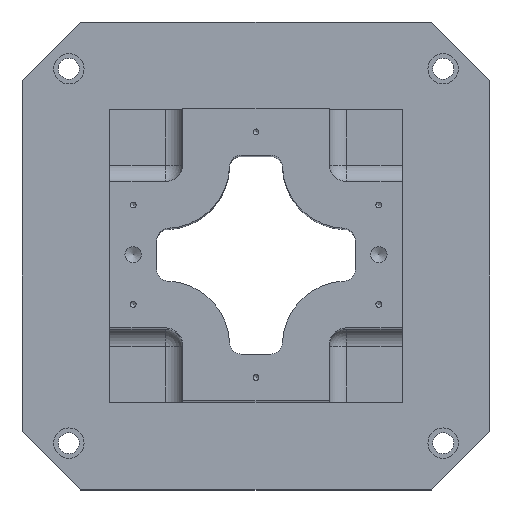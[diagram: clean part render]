
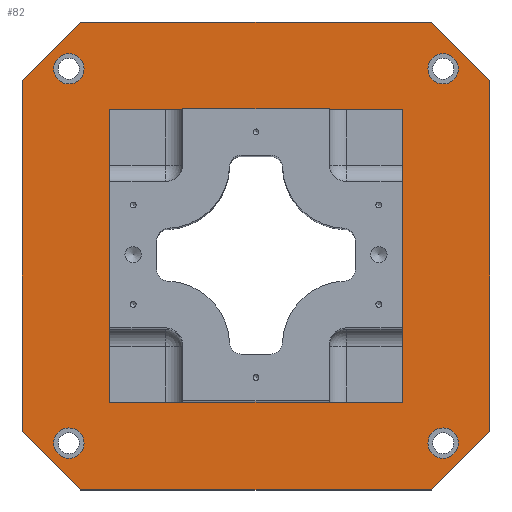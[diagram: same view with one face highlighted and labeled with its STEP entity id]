
A CAD part, top view. The second image highlights one B-rep face of the part: STEP entity #82.
In plain terms, the highlighted planar face has unit normal (0, 0, 1).
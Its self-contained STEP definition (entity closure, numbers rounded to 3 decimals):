
#82 = ADVANCED_FACE( '', ( #200, #201, #202, #203, #204, #205 ), #206, .F. );
#200 = FACE_BOUND( '', #442, .T. );
#201 = FACE_BOUND( '', #443, .T. );
#202 = FACE_BOUND( '', #444, .T. );
#203 = FACE_BOUND( '', #445, .T. );
#204 = FACE_OUTER_BOUND( '', #446, .T. );
#205 = FACE_BOUND( '', #447, .T. );
#206 = PLANE( '', #448 );
#442 = EDGE_LOOP( '', ( #756 ) );
#443 = EDGE_LOOP( '', ( #757 ) );
#444 = EDGE_LOOP( '', ( #758 ) );
#445 = EDGE_LOOP( '', ( #759 ) );
#446 = EDGE_LOOP( '', ( #760, #761, #762, #763, #764, #765, #766, #767 ) );
#447 = EDGE_LOOP( '', ( #768, #769, #770, #771 ) );
#448 = AXIS2_PLACEMENT_3D( '', #772, #773, #774 );
#756 = ORIENTED_EDGE( '', *, *, #1410, .T. );
#757 = ORIENTED_EDGE( '', *, *, #1411, .T. );
#758 = ORIENTED_EDGE( '', *, *, #1412, .T. );
#759 = ORIENTED_EDGE( '', *, *, #1413, .T. );
#760 = ORIENTED_EDGE( '', *, *, #1414, .T. );
#761 = ORIENTED_EDGE( '', *, *, #1415, .T. );
#762 = ORIENTED_EDGE( '', *, *, #1416, .T. );
#763 = ORIENTED_EDGE( '', *, *, #1359, .T. );
#764 = ORIENTED_EDGE( '', *, *, #1417, .T. );
#765 = ORIENTED_EDGE( '', *, *, #1418, .T. );
#766 = ORIENTED_EDGE( '', *, *, #1419, .T. );
#767 = ORIENTED_EDGE( '', *, *, #1420, .T. );
#768 = ORIENTED_EDGE( '', *, *, #1421, .F. );
#769 = ORIENTED_EDGE( '', *, *, #1422, .F. );
#770 = ORIENTED_EDGE( '', *, *, #1423, .F. );
#771 = ORIENTED_EDGE( '', *, *, #1424, .F. );
#772 = CARTESIAN_POINT( '', ( -200., 200., 50. ) );
#773 = DIRECTION( '', ( 0., 0., -1. ) );
#774 = DIRECTION( '', ( -1., 0., 0. ) );
#1359 = EDGE_CURVE( '', #1592, #1593, #1594, .F. );
#1410 = EDGE_CURVE( '', #1689, #1689, #1690, .T. );
#1411 = EDGE_CURVE( '', #1691, #1691, #1692, .T. );
#1412 = EDGE_CURVE( '', #1693, #1693, #1694, .T. );
#1413 = EDGE_CURVE( '', #1695, #1695, #1696, .T. );
#1414 = EDGE_CURVE( '', #1697, #1698, #1699, .T. );
#1415 = EDGE_CURVE( '', #1698, #1700, #1701, .F. );
#1416 = EDGE_CURVE( '', #1700, #1592, #1702, .T. );
#1417 = EDGE_CURVE( '', #1593, #1703, #1704, .T. );
#1418 = EDGE_CURVE( '', #1703, #1705, #1706, .F. );
#1419 = EDGE_CURVE( '', #1705, #1707, #1708, .T. );
#1420 = EDGE_CURVE( '', #1707, #1697, #1709, .F. );
#1421 = EDGE_CURVE( '', #1710, #1711, #1712, .T. );
#1422 = EDGE_CURVE( '', #1713, #1710, #1714, .T. );
#1423 = EDGE_CURVE( '', #1715, #1713, #1716, .T. );
#1424 = EDGE_CURVE( '', #1711, #1715, #1717, .T. );
#1592 = VERTEX_POINT( '', #1936 );
#1593 = VERTEX_POINT( '', #1937 );
#1594 = LINE( '', #1938, #1939 );
#1689 = VERTEX_POINT( '', #2056 );
#1690 = CIRCLE( '', #2057, 13. );
#1691 = VERTEX_POINT( '', #2058 );
#1692 = CIRCLE( '', #2059, 13. );
#1693 = VERTEX_POINT( '', #2060 );
#1694 = CIRCLE( '', #2061, 13. );
#1695 = VERTEX_POINT( '', #2062 );
#1696 = CIRCLE( '', #2063, 13. );
#1697 = VERTEX_POINT( '', #2064 );
#1698 = VERTEX_POINT( '', #2065 );
#1699 = LINE( '', #2066, #2067 );
#1700 = VERTEX_POINT( '', #2068 );
#1701 = LINE( '', #2069, #2070 );
#1702 = LINE( '', #2071, #2072 );
#1703 = VERTEX_POINT( '', #2073 );
#1704 = LINE( '', #2074, #2075 );
#1705 = VERTEX_POINT( '', #2076 );
#1706 = LINE( '', #2077, #2078 );
#1707 = VERTEX_POINT( '', #2079 );
#1708 = LINE( '', #2080, #2081 );
#1709 = LINE( '', #2082, #2083 );
#1710 = VERTEX_POINT( '', #2084 );
#1711 = VERTEX_POINT( '', #2085 );
#1712 = LINE( '', #2086, #2087 );
#1713 = VERTEX_POINT( '', #2088 );
#1714 = LINE( '', #2089, #2090 );
#1715 = VERTEX_POINT( '', #2091 );
#1716 = LINE( '', #2092, #2093 );
#1717 = LINE( '', #2094, #2095 );
#1936 = CARTESIAN_POINT( '', ( -200., -150., 50. ) );
#1937 = CARTESIAN_POINT( '', ( -150., -200., 50. ) );
#1938 = CARTESIAN_POINT( '', ( -150., -200., 50. ) );
#1939 = VECTOR( '', #2368, 1000. );
#2056 = CARTESIAN_POINT( '', ( -160., -173., 50. ) );
#2057 = AXIS2_PLACEMENT_3D( '', #2469, #2470, #2471 );
#2058 = CARTESIAN_POINT( '', ( 160., -173., 50. ) );
#2059 = AXIS2_PLACEMENT_3D( '', #2472, #2473, #2474 );
#2060 = CARTESIAN_POINT( '', ( 160., 147., 50. ) );
#2061 = AXIS2_PLACEMENT_3D( '', #2475, #2476, #2477 );
#2062 = CARTESIAN_POINT( '', ( -160., 147., 50. ) );
#2063 = AXIS2_PLACEMENT_3D( '', #2478, #2479, #2480 );
#2064 = CARTESIAN_POINT( '', ( 150., 200., 50. ) );
#2065 = CARTESIAN_POINT( '', ( -150., 200., 50. ) );
#2066 = CARTESIAN_POINT( '', ( 200., 200., 50. ) );
#2067 = VECTOR( '', #2481, 1000. );
#2068 = CARTESIAN_POINT( '', ( -200., 150., 50. ) );
#2069 = CARTESIAN_POINT( '', ( -200., 150., 50. ) );
#2070 = VECTOR( '', #2482, 1000. );
#2071 = CARTESIAN_POINT( '', ( -200., 200., 50. ) );
#2072 = VECTOR( '', #2483, 1000. );
#2073 = CARTESIAN_POINT( '', ( 150., -200., 50. ) );
#2074 = CARTESIAN_POINT( '', ( -200., -200., 50. ) );
#2075 = VECTOR( '', #2484, 1000. );
#2076 = CARTESIAN_POINT( '', ( 200., -150., 50. ) );
#2077 = CARTESIAN_POINT( '', ( 200., -150., 50. ) );
#2078 = VECTOR( '', #2485, 1000. );
#2079 = CARTESIAN_POINT( '', ( 200., 150., 50. ) );
#2080 = CARTESIAN_POINT( '', ( 200., -200., 50. ) );
#2081 = VECTOR( '', #2486, 1000. );
#2082 = CARTESIAN_POINT( '', ( 150., 200., 50. ) );
#2083 = VECTOR( '', #2487, 1000. );
#2084 = CARTESIAN_POINT( '', ( -125., 125., 50. ) );
#2085 = CARTESIAN_POINT( '', ( -125., -125., 50. ) );
#2086 = CARTESIAN_POINT( '', ( -125., 125., 50. ) );
#2087 = VECTOR( '', #2488, 1000. );
#2088 = CARTESIAN_POINT( '', ( 125., 125., 50. ) );
#2089 = CARTESIAN_POINT( '', ( 125., 125., 50. ) );
#2090 = VECTOR( '', #2489, 1000. );
#2091 = CARTESIAN_POINT( '', ( 125., -125., 50. ) );
#2092 = CARTESIAN_POINT( '', ( 125., -125., 50. ) );
#2093 = VECTOR( '', #2490, 1000. );
#2094 = CARTESIAN_POINT( '', ( -125., -125., 50. ) );
#2095 = VECTOR( '', #2491, 1000. );
#2368 = DIRECTION( '', ( -0.707, 0.707, 0. ) );
#2469 = CARTESIAN_POINT( '', ( -160., -160., 50. ) );
#2470 = DIRECTION( '', ( 0., 0., -1. ) );
#2471 = DIRECTION( '', ( 0., -1., 0. ) );
#2472 = CARTESIAN_POINT( '', ( 160., -160., 50. ) );
#2473 = DIRECTION( '', ( 0., 0., -1. ) );
#2474 = DIRECTION( '', ( 0., -1., 0. ) );
#2475 = CARTESIAN_POINT( '', ( 160., 160., 50. ) );
#2476 = DIRECTION( '', ( 0., 0., -1. ) );
#2477 = DIRECTION( '', ( 0., -1., 0. ) );
#2478 = CARTESIAN_POINT( '', ( -160., 160., 50. ) );
#2479 = DIRECTION( '', ( 0., 0., -1. ) );
#2480 = DIRECTION( '', ( 0., -1., 0. ) );
#2481 = DIRECTION( '', ( -1., 0., 0. ) );
#2482 = DIRECTION( '', ( 0.707, 0.707, 0. ) );
#2483 = DIRECTION( '', ( 0., -1., 0. ) );
#2484 = DIRECTION( '', ( 1., 0., 0. ) );
#2485 = DIRECTION( '', ( -0.707, -0.707, 0. ) );
#2486 = DIRECTION( '', ( 0., 1., 0. ) );
#2487 = DIRECTION( '', ( 0.707, -0.707, 0. ) );
#2488 = DIRECTION( '', ( 0., -1., 0. ) );
#2489 = DIRECTION( '', ( -1., 0., 0. ) );
#2490 = DIRECTION( '', ( 0., 1., 0. ) );
#2491 = DIRECTION( '', ( 1., 0., 0. ) );
